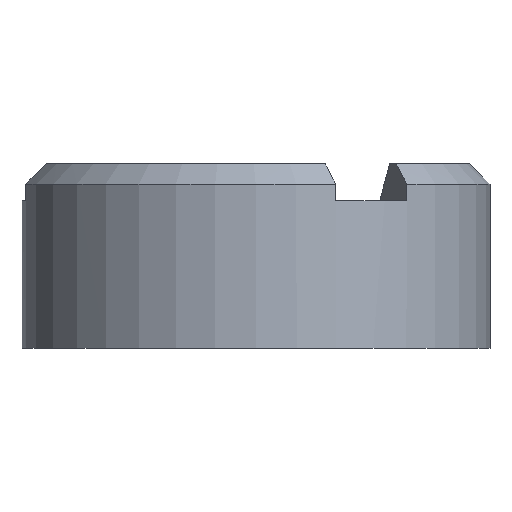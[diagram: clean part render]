
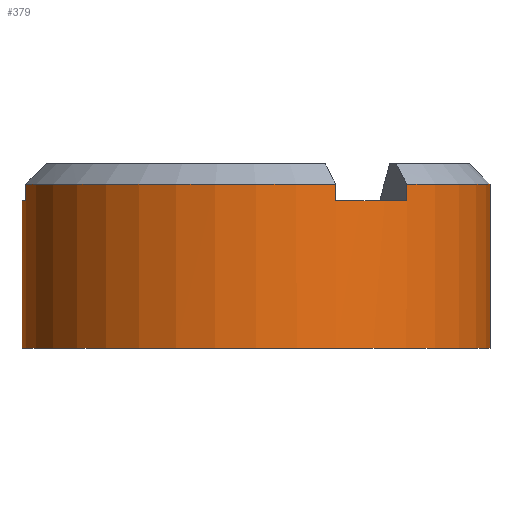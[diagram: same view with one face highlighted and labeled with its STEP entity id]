
A CAD part, front view. The second image highlights one B-rep face of the part: STEP entity #379.
In plain terms, the highlighted cylindrical face has radius 22.8 mm (diameter 45.6 mm), a full revolution.
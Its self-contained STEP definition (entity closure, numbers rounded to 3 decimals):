
#69 = VERTEX_POINT('',#70);
#70 = CARTESIAN_POINT('',(7.759,21.439,14.4));
#76 = EDGE_CURVE('',#77,#69,#79,.T.);
#77 = VERTEX_POINT('',#78);
#78 = CARTESIAN_POINT('',(7.759,21.439,16.));
#79 = LINE('',#80,#81);
#80 = CARTESIAN_POINT('',(7.759,21.439,0.));
#81 = VECTOR('',#82,1.);
#82 = DIRECTION('',(-0.,-0.,-1.));
#222 = EDGE_CURVE('',#77,#223,#225,.T.);
#223 = VERTEX_POINT('',#224);
#224 = CARTESIAN_POINT('',(-22.446,4.,16.));
#225 = CIRCLE('',#226,22.8);
#226 = AXIS2_PLACEMENT_3D('',#227,#228,#229);
#227 = CARTESIAN_POINT('',(0.,0.,16.));
#228 = DIRECTION('',(0.,0.,1.));
#229 = DIRECTION('',(1.,0.,0.));
#379 = ADVANCED_FACE('',(#380),#492,.T.);
#380 = FACE_BOUND('',#381,.F.);
#381 = EDGE_LOOP('',(#382,#392,#401,#409,#418,#426,#435,#443,#450,#451,
    #460,#468,#475,#476,#477,#485));
#382 = ORIENTED_EDGE('',*,*,#383,.F.);
#383 = EDGE_CURVE('',#384,#386,#388,.T.);
#384 = VERTEX_POINT('',#385);
#385 = CARTESIAN_POINT('',(-22.446,-4.,16.));
#386 = VERTEX_POINT('',#387);
#387 = CARTESIAN_POINT('',(-22.446,-4.,14.4));
#388 = LINE('',#389,#390);
#389 = CARTESIAN_POINT('',(-22.446,-4.,0.));
#390 = VECTOR('',#391,1.);
#391 = DIRECTION('',(-0.,-0.,-1.));
#392 = ORIENTED_EDGE('',*,*,#393,.T.);
#393 = EDGE_CURVE('',#384,#394,#396,.T.);
#394 = VERTEX_POINT('',#395);
#395 = CARTESIAN_POINT('',(7.759,-21.439,16.));
#396 = CIRCLE('',#397,22.8);
#397 = AXIS2_PLACEMENT_3D('',#398,#399,#400);
#398 = CARTESIAN_POINT('',(0.,0.,16.));
#399 = DIRECTION('',(0.,0.,1.));
#400 = DIRECTION('',(1.,0.,0.));
#401 = ORIENTED_EDGE('',*,*,#402,.T.);
#402 = EDGE_CURVE('',#394,#403,#405,.T.);
#403 = VERTEX_POINT('',#404);
#404 = CARTESIAN_POINT('',(7.759,-21.439,14.4));
#405 = LINE('',#406,#407);
#406 = CARTESIAN_POINT('',(7.759,-21.439,0.));
#407 = VECTOR('',#408,1.);
#408 = DIRECTION('',(-0.,-0.,-1.));
#409 = ORIENTED_EDGE('',*,*,#410,.F.);
#410 = EDGE_CURVE('',#411,#403,#413,.T.);
#411 = VERTEX_POINT('',#412);
#412 = CARTESIAN_POINT('',(14.687,-17.439,14.4));
#413 = CIRCLE('',#414,22.8);
#414 = AXIS2_PLACEMENT_3D('',#415,#416,#417);
#415 = CARTESIAN_POINT('',(0.,0.,14.4));
#416 = DIRECTION('',(0.,0.,-1.));
#417 = DIRECTION('',(1.,0.,0.));
#418 = ORIENTED_EDGE('',*,*,#419,.F.);
#419 = EDGE_CURVE('',#420,#411,#422,.T.);
#420 = VERTEX_POINT('',#421);
#421 = CARTESIAN_POINT('',(14.687,-17.439,16.));
#422 = LINE('',#423,#424);
#423 = CARTESIAN_POINT('',(14.687,-17.439,0.));
#424 = VECTOR('',#425,1.);
#425 = DIRECTION('',(-0.,-0.,-1.));
#426 = ORIENTED_EDGE('',*,*,#427,.T.);
#427 = EDGE_CURVE('',#420,#428,#430,.T.);
#428 = VERTEX_POINT('',#429);
#429 = CARTESIAN_POINT('',(22.8,0.,16.));
#430 = CIRCLE('',#431,22.8);
#431 = AXIS2_PLACEMENT_3D('',#432,#433,#434);
#432 = CARTESIAN_POINT('',(0.,0.,16.));
#433 = DIRECTION('',(0.,0.,1.));
#434 = DIRECTION('',(1.,0.,0.));
#435 = ORIENTED_EDGE('',*,*,#436,.F.);
#436 = EDGE_CURVE('',#437,#428,#439,.T.);
#437 = VERTEX_POINT('',#438);
#438 = CARTESIAN_POINT('',(22.8,0.,0.));
#439 = LINE('',#440,#441);
#440 = CARTESIAN_POINT('',(22.8,0.,0.));
#441 = VECTOR('',#442,1.);
#442 = DIRECTION('',(0.,0.,1.));
#443 = ORIENTED_EDGE('',*,*,#444,.F.);
#444 = EDGE_CURVE('',#437,#437,#445,.T.);
#445 = CIRCLE('',#446,22.8);
#446 = AXIS2_PLACEMENT_3D('',#447,#448,#449);
#447 = CARTESIAN_POINT('',(0.,0.,0.));
#448 = DIRECTION('',(0.,0.,1.));
#449 = DIRECTION('',(1.,0.,0.));
#450 = ORIENTED_EDGE('',*,*,#436,.T.);
#451 = ORIENTED_EDGE('',*,*,#452,.T.);
#452 = EDGE_CURVE('',#428,#453,#455,.T.);
#453 = VERTEX_POINT('',#454);
#454 = CARTESIAN_POINT('',(14.687,17.439,16.));
#455 = CIRCLE('',#456,22.8);
#456 = AXIS2_PLACEMENT_3D('',#457,#458,#459);
#457 = CARTESIAN_POINT('',(0.,0.,16.));
#458 = DIRECTION('',(0.,0.,1.));
#459 = DIRECTION('',(1.,0.,0.));
#460 = ORIENTED_EDGE('',*,*,#461,.T.);
#461 = EDGE_CURVE('',#453,#462,#464,.T.);
#462 = VERTEX_POINT('',#463);
#463 = CARTESIAN_POINT('',(14.687,17.439,14.4));
#464 = LINE('',#465,#466);
#465 = CARTESIAN_POINT('',(14.687,17.439,0.));
#466 = VECTOR('',#467,1.);
#467 = DIRECTION('',(-0.,-0.,-1.));
#468 = ORIENTED_EDGE('',*,*,#469,.F.);
#469 = EDGE_CURVE('',#69,#462,#470,.T.);
#470 = CIRCLE('',#471,22.8);
#471 = AXIS2_PLACEMENT_3D('',#472,#473,#474);
#472 = CARTESIAN_POINT('',(0.,0.,14.4));
#473 = DIRECTION('',(0.,0.,-1.));
#474 = DIRECTION('',(1.,0.,0.));
#475 = ORIENTED_EDGE('',*,*,#76,.F.);
#476 = ORIENTED_EDGE('',*,*,#222,.T.);
#477 = ORIENTED_EDGE('',*,*,#478,.T.);
#478 = EDGE_CURVE('',#223,#479,#481,.T.);
#479 = VERTEX_POINT('',#480);
#480 = CARTESIAN_POINT('',(-22.446,4.,14.4));
#481 = LINE('',#482,#483);
#482 = CARTESIAN_POINT('',(-22.446,4.,0.));
#483 = VECTOR('',#484,1.);
#484 = DIRECTION('',(-0.,-0.,-1.));
#485 = ORIENTED_EDGE('',*,*,#486,.F.);
#486 = EDGE_CURVE('',#386,#479,#487,.T.);
#487 = CIRCLE('',#488,22.8);
#488 = AXIS2_PLACEMENT_3D('',#489,#490,#491);
#489 = CARTESIAN_POINT('',(0.,0.,14.4));
#490 = DIRECTION('',(0.,0.,-1.));
#491 = DIRECTION('',(1.,0.,0.));
#492 = CYLINDRICAL_SURFACE('',#493,22.8);
#493 = AXIS2_PLACEMENT_3D('',#494,#495,#496);
#494 = CARTESIAN_POINT('',(0.,0.,0.));
#495 = DIRECTION('',(-0.,-0.,-1.));
#496 = DIRECTION('',(1.,0.,0.));
